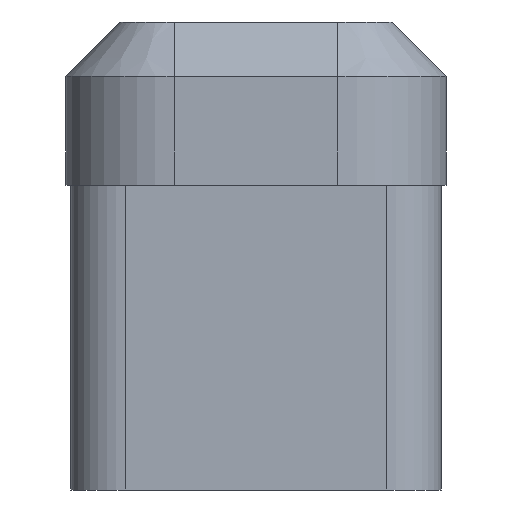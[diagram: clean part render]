
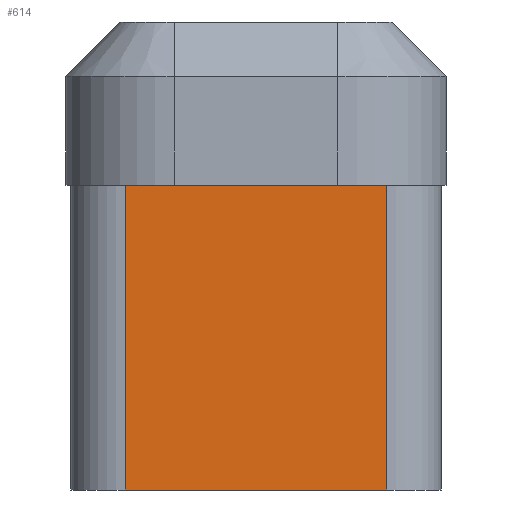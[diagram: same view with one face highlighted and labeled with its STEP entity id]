
A CAD part, front view. The second image highlights one B-rep face of the part: STEP entity #614.
In plain terms, the highlighted planar face has unit normal (0, -1, 0).
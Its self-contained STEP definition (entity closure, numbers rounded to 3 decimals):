
#31=PLANE('',#681);
#60=FACE_OUTER_BOUND('',#97,.T.);
#97=EDGE_LOOP('',(#499,#500,#501,#502));
#143=LINE('',#986,#203);
#147=LINE('',#1000,#207);
#149=LINE('',#1006,#209);
#150=LINE('',#1007,#210);
#203=VECTOR('',#801,1.);
#207=VECTOR('',#813,1.);
#209=VECTOR('',#819,1.);
#210=VECTOR('',#820,1.);
#287=VERTEX_POINT('',#982);
#289=VERTEX_POINT('',#985);
#295=VERTEX_POINT('',#999);
#297=VERTEX_POINT('',#1005);
#360=EDGE_CURVE('',#289,#287,#143,.T.);
#367=EDGE_CURVE('',#287,#295,#147,.T.);
#370=EDGE_CURVE('',#289,#297,#149,.T.);
#371=EDGE_CURVE('',#297,#295,#150,.T.);
#499=ORIENTED_EDGE('',*,*,#370,.F.);
#500=ORIENTED_EDGE('',*,*,#360,.T.);
#501=ORIENTED_EDGE('',*,*,#367,.T.);
#502=ORIENTED_EDGE('',*,*,#371,.F.);
#614=ADVANCED_FACE('',(#60),#31,.F.);
#681=AXIS2_PLACEMENT_3D('',#1004,#817,#818);
#801=DIRECTION('',(-1.,0.,0.));
#813=DIRECTION('',(0.,0.,-1.));
#817=DIRECTION('center_axis',(0.,1.,0.));
#818=DIRECTION('ref_axis',(-1.,0.,0.));
#819=DIRECTION('',(0.,0.,-1.));
#820=DIRECTION('',(-1.,0.,0.));
#982=CARTESIAN_POINT('',(-2.4,-37.4,0.));
#985=CARTESIAN_POINT('',(2.4,-37.4,0.));
#986=CARTESIAN_POINT('',(2.4,-37.4,0.));
#999=CARTESIAN_POINT('',(-2.4,-37.4,-5.6));
#1000=CARTESIAN_POINT('',(-2.4,-37.4,0.));
#1004=CARTESIAN_POINT('Origin',(2.4,-37.4,0.));
#1005=CARTESIAN_POINT('',(2.4,-37.4,-5.6));
#1006=CARTESIAN_POINT('',(2.4,-37.4,0.));
#1007=CARTESIAN_POINT('',(2.4,-37.4,-5.6));
